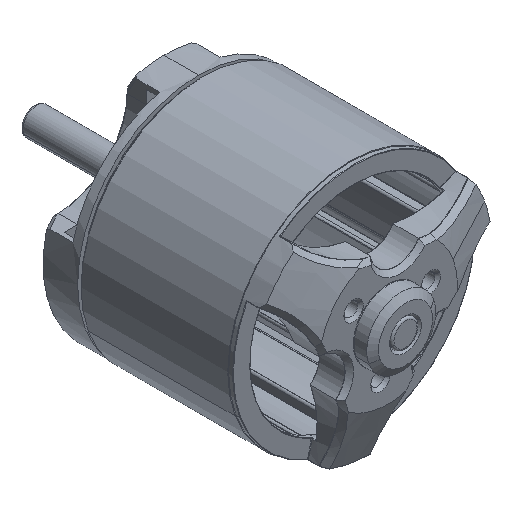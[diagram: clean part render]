
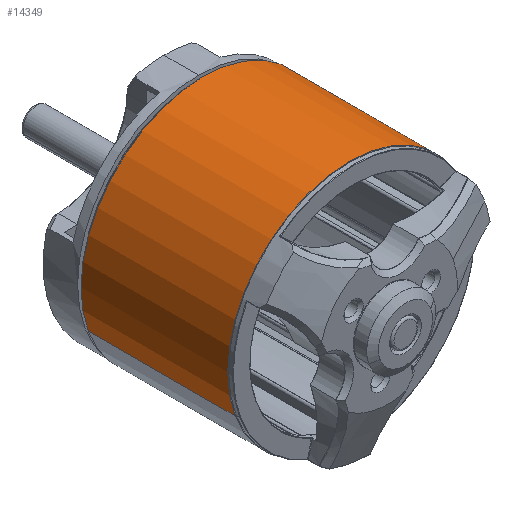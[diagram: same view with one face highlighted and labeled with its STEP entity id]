
A CAD part, isometric view. The second image highlights one B-rep face of the part: STEP entity #14349.
In plain terms, the highlighted cylindrical face has radius 14.1 mm (diameter 28.2 mm), a partial arc.
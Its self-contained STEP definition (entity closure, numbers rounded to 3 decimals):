
#76 = LINE ( 'NONE', #3709, #10698 ) ;
#196 = CARTESIAN_POINT ( 'NONE',  ( 0., -57.381, 0. ) ) ;
#369 = LINE ( 'NONE', #13981, #2282 ) ;
#1328 = EDGE_CURVE ( 'NONE', #7062, #12772, #76, .T. ) ;
#1823 = ORIENTED_EDGE ( 'NONE', *, *, #4788, .F. ) ;
#2216 = EDGE_LOOP ( 'NONE', ( #11580, #3232, #6106, #1823 ) ) ;
#2282 = VECTOR ( 'NONE', #7806, 1000. ) ;
#2626 = DIRECTION ( 'NONE',  ( 0., 1., 0. ) ) ;
#2762 = VERTEX_POINT ( 'NONE', #6979 ) ;
#3232 = ORIENTED_EDGE ( 'NONE', *, *, #14709, .T. ) ;
#3416 = DIRECTION ( 'NONE',  ( 0., 0., -1. ) ) ;
#3496 = CIRCLE ( 'NONE', #10078, 14.1 ) ;
#3709 = CARTESIAN_POINT ( 'NONE',  ( 0., -57.381, -14.1 ) ) ;
#4788 = EDGE_CURVE ( 'NONE', #12772, #2762, #12874, .T. ) ;
#5891 = CARTESIAN_POINT ( 'NONE',  ( 0., -17., 14.1 ) ) ;
#6106 = ORIENTED_EDGE ( 'NONE', *, *, #9273, .T. ) ;
#6401 = CYLINDRICAL_SURFACE ( 'NONE', #8198, 14.1 ) ;
#6579 = CARTESIAN_POINT ( 'NONE',  ( 0., 0., 0. ) ) ;
#6979 = CARTESIAN_POINT ( 'NONE',  ( 0., 0., 14.1 ) ) ;
#7062 = VERTEX_POINT ( 'NONE', #11673 ) ;
#7806 = DIRECTION ( 'NONE',  ( 0., 1., 0. ) ) ;
#8198 = AXIS2_PLACEMENT_3D ( 'NONE', #196, #13960, #13877 ) ;
#9056 = FACE_OUTER_BOUND ( 'NONE', #2216, .T. ) ;
#9070 = DIRECTION ( 'NONE',  ( 0., 0., 1. ) ) ;
#9273 = EDGE_CURVE ( 'NONE', #11132, #2762, #369, .T. ) ;
#10078 = AXIS2_PLACEMENT_3D ( 'NONE', #10746, #12219, #3416 ) ;
#10698 = VECTOR ( 'NONE', #2626, 1000. ) ;
#10746 = CARTESIAN_POINT ( 'NONE',  ( 0., -17., 0. ) ) ;
#11132 = VERTEX_POINT ( 'NONE', #5891 ) ;
#11580 = ORIENTED_EDGE ( 'NONE', *, *, #1328, .F. ) ;
#11673 = CARTESIAN_POINT ( 'NONE',  ( 0., -17., -14.1 ) ) ;
#12219 = DIRECTION ( 'NONE',  ( 0., 1., 0. ) ) ;
#12772 = VERTEX_POINT ( 'NONE', #14421 ) ;
#12874 = CIRCLE ( 'NONE', #14992, 14.1 ) ;
#13877 = DIRECTION ( 'NONE',  ( 0., 0., 1. ) ) ;
#13960 = DIRECTION ( 'NONE',  ( 0., 1., 0. ) ) ;
#13981 = CARTESIAN_POINT ( 'NONE',  ( 0., -57.381, 14.1 ) ) ;
#14349 = ADVANCED_FACE ( 'NONE', ( #9056 ), #6401, .T. ) ;
#14421 = CARTESIAN_POINT ( 'NONE',  ( 0., 0., -14.1 ) ) ;
#14709 = EDGE_CURVE ( 'NONE', #7062, #11132, #3496, .T. ) ;
#14992 = AXIS2_PLACEMENT_3D ( 'NONE', #6579, #15368, #9070 ) ;
#15368 = DIRECTION ( 'NONE',  ( 0., 1., 0. ) ) ;
